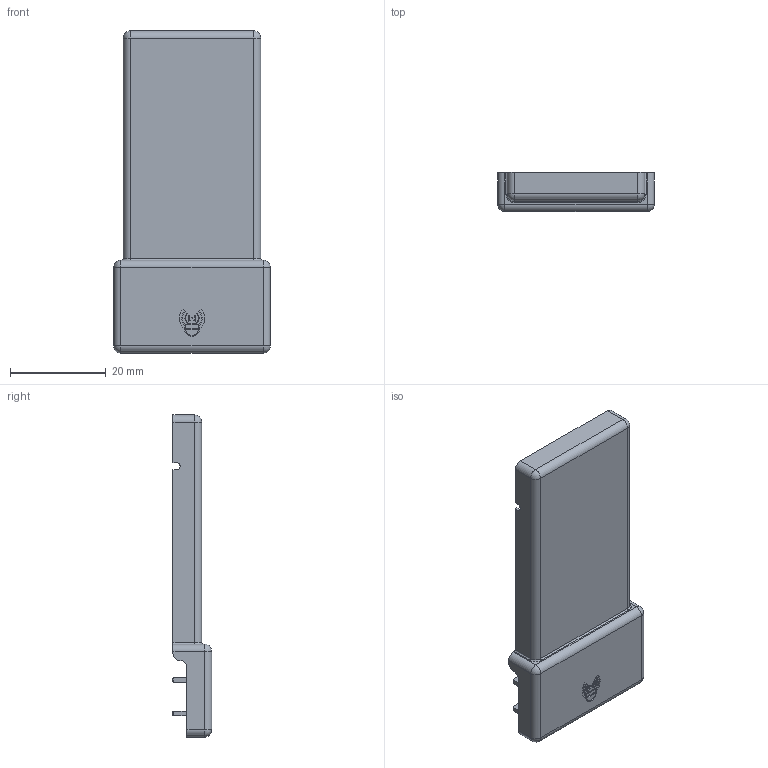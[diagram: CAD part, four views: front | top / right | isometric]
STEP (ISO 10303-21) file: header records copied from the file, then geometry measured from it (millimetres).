
FILE_DESCRIPTION(/* description */ (''),/* implementation_level */ '2;1');
FILE_NAME(/* name */ 'Case top.step',/* time_stamp */ '2021-09-20T23:58:46+05:00',/* author */ (''),/* organization */ (''),/* preprocessor_version */ 'ST-DEVELOPER v18.1',/* originating_system */ 'Autodesk Translation Framework v10.10.0.1391',/* authorisation */ '');
FILE_SCHEMA (('AUTOMOTIVE_DESIGN { 1 0 10303 214 3 1 1 }'));
Length unit declared in the file: millimetre
Products named in the file (1): Case top
Bounding box: 32.7 x 8.2 x 67.3 mm (x, y, z)
Volume: 3417.6 mm3; surface area: 6197.8 mm2
Topology: 1 solids, 1 shells, 271 faces, 711 edges, 451 vertices
Faces by surface type: plane 127, cylinder 115, bspline 11, torus 8, sphere 8, cone 2
Full cylindrical faces by diameter (mm): 1.25 x2
Entity records: 8536 total; most frequent: CARTESIAN_POINT 1684, DIRECTION 1463, ORIENTED_EDGE 1422, EDGE_CURVE 711, AXIS2_PLACEMENT_3D 502, LINE 459, VECTOR 459, VERTEX_POINT 451
